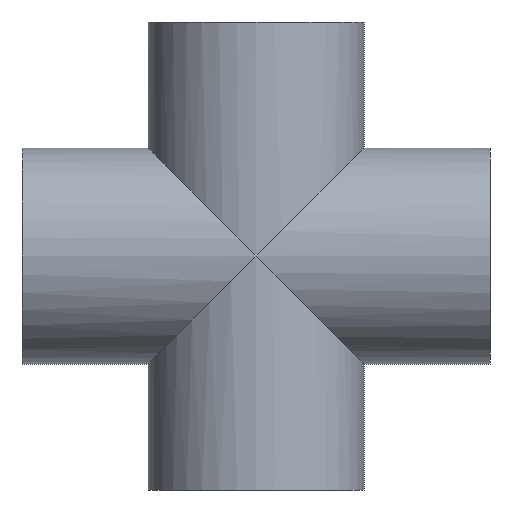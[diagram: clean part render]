
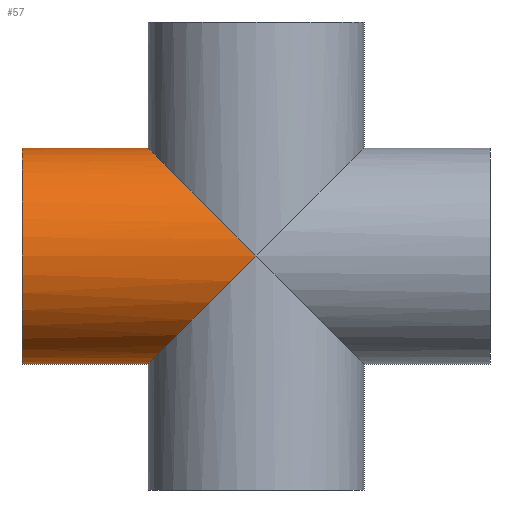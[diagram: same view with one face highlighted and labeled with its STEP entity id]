
A CAD part, front view. The second image highlights one B-rep face of the part: STEP entity #57.
In plain terms, the highlighted cylindrical face has radius 9 mm (diameter 18 mm), a partial arc.
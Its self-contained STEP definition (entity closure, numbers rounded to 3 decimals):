
#57=ADVANCED_FACE('',(#133),#134,.T.);
#133=FACE_OUTER_BOUND('',#229,.T.);
#134=CYLINDRICAL_SURFACE('',#230,9.0);
#229=EDGE_LOOP('',(#331,#332,#333,#334,#335));
#230=AXIS2_PLACEMENT_3D('',#336,#337,#338);
#331=ORIENTED_EDGE('',*,*,#566,.F.);
#332=ORIENTED_EDGE('',*,*,#567,.F.);
#333=ORIENTED_EDGE('',*,*,#568,.F.);
#334=ORIENTED_EDGE('',*,*,#569,.F.);
#335=ORIENTED_EDGE('',*,*,#570,.F.);
#336=CARTESIAN_POINT('',(0.0,0.0,0.0));
#337=DIRECTION('',(-1.0,0.0,0.0));
#338=DIRECTION('',(0.0,0.0,-1.0));
#566=EDGE_CURVE('',#663,#668,#669,.T.);
#567=EDGE_CURVE('',#670,#663,#671,.T.);
#568=EDGE_CURVE('',#652,#670,#672,.T.);
#569=EDGE_CURVE('',#673,#652,#674,.T.);
#570=EDGE_CURVE('',#668,#673,#675,.T.);
#652=VERTEX_POINT('',#782);
#663=VERTEX_POINT('',#795);
#668=VERTEX_POINT('',#801);
#669=LINE('',#802,#803);
#670=VERTEX_POINT('',#804);
#671=ELLIPSE('',#805,12.728,9.0);
#672=ELLIPSE('',#806,12.728,9.0);
#673=VERTEX_POINT('',#807);
#674=LINE('',#808,#809);
#675=CIRCLE('',#810,9.0);
#782=CARTESIAN_POINT('',(-9.0,0.,9.0));
#795=CARTESIAN_POINT('',(-9.0,0.,-9.0));
#801=CARTESIAN_POINT('',(-19.5,0.0,-9.0));
#802=CARTESIAN_POINT('',(0.0,0.,-9.0));
#803=VECTOR('',#950,1.0);
#804=CARTESIAN_POINT('',(0.0,-9.0,0.0));
#805=AXIS2_PLACEMENT_3D('',#951,#952,#953);
#806=AXIS2_PLACEMENT_3D('',#954,#955,#956);
#807=CARTESIAN_POINT('',(-19.5,0.,9.0));
#808=CARTESIAN_POINT('',(0.0,0.,9.0));
#809=VECTOR('',#957,1.0);
#810=AXIS2_PLACEMENT_3D('',#958,#959,#960);
#950=DIRECTION('',(-1.0,0.0,0.0));
#951=CARTESIAN_POINT('',(0.0,0.0,0.0));
#952=DIRECTION('',(0.707,0.0,-0.707));
#953=DIRECTION('',(-0.707,0.0,-0.707));
#954=CARTESIAN_POINT('',(0.0,0.0,0.0));
#955=DIRECTION('',(0.707,0.0,0.707));
#956=DIRECTION('',(0.707,0.0,-0.707));
#957=DIRECTION('',(1.0,-0.0,-0.0));
#958=CARTESIAN_POINT('',(-19.5,0.0,0.0));
#959=DIRECTION('',(-1.0,0.0,0.0));
#960=DIRECTION('',(0.0,0.0,-1.0));
